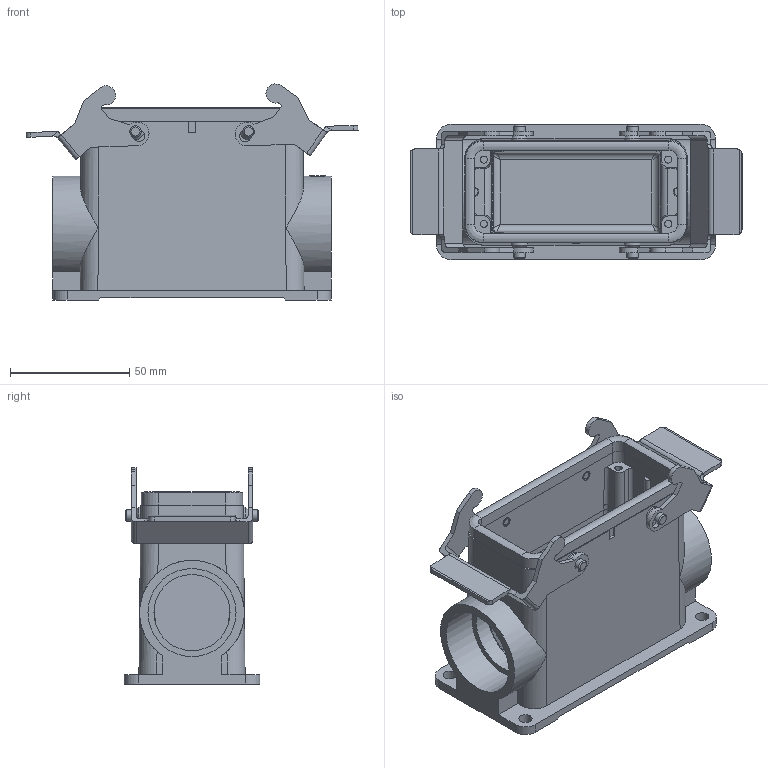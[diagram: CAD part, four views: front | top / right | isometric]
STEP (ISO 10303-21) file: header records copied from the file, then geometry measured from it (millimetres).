
FILE_DESCRIPTION((''),'2;1');
FILE_NAME('04300160231.stp','2020-07-07T14:37:47',('e.eickhoff'),(''),'Autodesk Inventor 2012','Autodesk Inventor 2012','');
FILE_SCHEMA(('AUTOMOTIVE_DESIGN { 1 0 10303 214 1 1 1 1 }'));
Length unit declared in the file: millimetre
Products named in the file (3): 04300160231; Metallbügel Quer
Assembly tree (3 placements, depth 2):
  04300160231
    04300160231
    Metallbügel Quer  x2
Bounding box: 139.47 x 57 x 90.76 mm (x, y, z)
Volume: 138482.8 mm3; surface area: 68415.1 mm2
Topology: 3 solids, 3 shells, 425 faces, 1108 edges, 722 vertices
Faces by surface type: plane 200, cylinder 155, bspline 48, cone 14, torus 8
Full cylindrical faces by diameter (mm): 0.77 x1, 2.95 x4, 3 x4, 4 x4, 4.8 x4, 5.6 x4, 7 x4, 31.6 x1, 32 x1, 35.6 x1, 37 x1
Entity records: 13185 total; most frequent: CARTESIAN_POINT 3750, DIRECTION 1862, ORIENTED_EDGE 1824, EDGE_CURVE 912, AXIS2_PLACEMENT_3D 676, VERTEX_POINT 616, VECTOR 510, LINE 510
